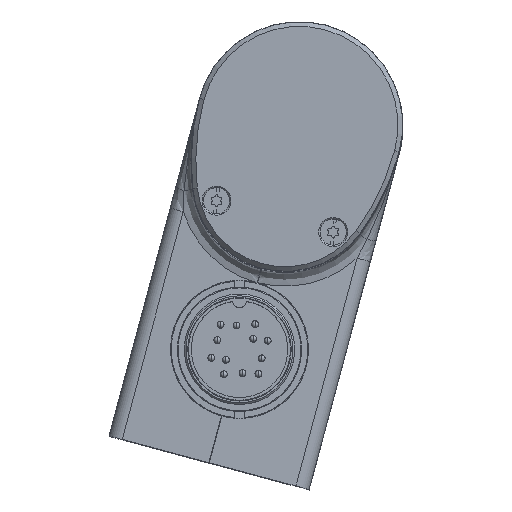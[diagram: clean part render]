
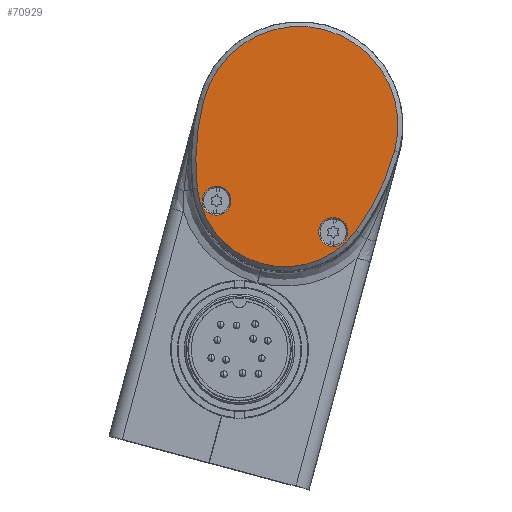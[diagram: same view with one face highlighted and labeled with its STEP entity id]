
A CAD part, top view. The second image highlights one B-rep face of the part: STEP entity #70929.
In plain terms, the highlighted planar face has unit normal (0, 0, 1).
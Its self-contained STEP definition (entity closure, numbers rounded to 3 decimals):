
#69412=CARTESIAN_POINT('',(0.,20.583,0.));
#69413=DIRECTION('',(0.,0.,1.));
#69414=DIRECTION('',(-0.362,-0.932,0.));
#69415=AXIS2_PLACEMENT_3D('',#69412,#69413,#69414);
#69420=CARTESIAN_POINT('',(-8.,0.,0.));
#69421=DIRECTION('',(0.,0.,1.));
#69422=DIRECTION('',(-0.362,0.932,0.));
#69423=AXIS2_PLACEMENT_3D('',#69420,#69421,#69422);
#69428=CARTESIAN_POINT('',(0.,-20.583,0.));
#69429=DIRECTION('',(0.,0.,1.));
#69430=DIRECTION('',(0.,1.,0.));
#69431=AXIS2_PLACEMENT_3D('',#69428,#69429,#69430);
#69436=CARTESIAN_POINT('',(0.,0.,0.));
#69437=DIRECTION('',(0.,0.,1.));
#69438=DIRECTION('',(0.,-1.,0.));
#69439=AXIS2_PLACEMENT_3D('',#69436,#69437,#69438);
#69444=CARTESIAN_POINT('',(-13.7,-8.75,0.));
#69445=DIRECTION('',(0.,0.,-1.));
#69446=DIRECTION('',(1.,0.,0.));
#69447=AXIS2_PLACEMENT_3D('',#69444,#69445,#69446);
#69452=CARTESIAN_POINT('',(-13.7,-8.75,0.));
#69453=DIRECTION('',(0.,0.,-1.));
#69454=DIRECTION('',(-1.,0.,0.));
#69455=AXIS2_PLACEMENT_3D('',#69452,#69453,#69454);
#69460=CARTESIAN_POINT('',(-13.7,8.75,0.));
#69461=DIRECTION('',(0.,0.,1.));
#69462=DIRECTION('',(1.,0.,0.));
#69463=AXIS2_PLACEMENT_3D('',#69460,#69461,#69462);
#69468=CARTESIAN_POINT('',(-13.7,8.75,0.));
#69469=DIRECTION('',(0.,0.,1.));
#69470=DIRECTION('',(-1.,0.,0.));
#69471=AXIS2_PLACEMENT_3D('',#69468,#69469,#69470);
#70738=CARTESIAN_POINT('',(-12.637,-11.931,0.));
#70739=CARTESIAN_POINT('',(0.,-14.3,0.));
#70740=VERTEX_POINT('',#70738);
#70741=VERTEX_POINT('',#70739);
#70742=CARTESIAN_POINT('',(0.,14.3,0.));
#70743=VERTEX_POINT('',#70742);
#70744=CARTESIAN_POINT('',(-12.637,11.931,0.));
#70745=VERTEX_POINT('',#70744);
#70862=CARTESIAN_POINT('',(-11.6,-8.75,0.));
#70863=CARTESIAN_POINT('',(-15.8,-8.75,0.));
#70864=VERTEX_POINT('',#70862);
#70865=VERTEX_POINT('',#70863);
#70866=CARTESIAN_POINT('',(-11.6,8.75,0.));
#70867=CARTESIAN_POINT('',(-15.8,8.75,0.));
#70868=VERTEX_POINT('',#70866);
#70869=VERTEX_POINT('',#70867);
#70902=CARTESIAN_POINT('',(0.,0.,0.));
#70903=DIRECTION('',(0.,0.,1.));
#70904=DIRECTION('',(1.,0.,0.));
#70905=AXIS2_PLACEMENT_3D('',#70902,#70903,#70904);
#70906=PLANE('',#70905);
#70908=ORIENTED_EDGE('',*,*,#70907,.F.);
#70910=ORIENTED_EDGE('',*,*,#70909,.F.);
#70912=ORIENTED_EDGE('',*,*,#70911,.F.);
#70914=ORIENTED_EDGE('',*,*,#70913,.F.);
#70915=EDGE_LOOP('',(#70908,#70910,#70912,#70914));
#70916=FACE_OUTER_BOUND('',#70915,.F.);
#70918=ORIENTED_EDGE('',*,*,#70917,.F.);
#70920=ORIENTED_EDGE('',*,*,#70919,.F.);
#70921=EDGE_LOOP('',(#70918,#70920));
#70922=FACE_BOUND('',#70921,.F.);
#70924=ORIENTED_EDGE('',*,*,#70923,.T.);
#70926=ORIENTED_EDGE('',*,*,#70925,.T.);
#70927=EDGE_LOOP('',(#70924,#70926));
#70928=FACE_BOUND('',#70927,.F.);
#70929=ADVANCED_FACE('',(#70916,#70922,#70928),#70906,.T.);
#69416=CIRCLE('',#69415,34.883);
#69424=CIRCLE('',#69423,12.8);
#69432=CIRCLE('',#69431,34.883);
#69440=CIRCLE('',#69439,14.3);
#69448=CIRCLE('',#69447,2.1);
#69456=CIRCLE('',#69455,2.1);
#69464=CIRCLE('',#69463,2.1);
#69472=CIRCLE('',#69471,2.1);
#70907=EDGE_CURVE('',#70740,#70741,#69416,.T.);
#70909=EDGE_CURVE('',#70745,#70740,#69424,.T.);
#70911=EDGE_CURVE('',#70743,#70745,#69432,.T.);
#70913=EDGE_CURVE('',#70741,#70743,#69440,.T.);
#70917=EDGE_CURVE('',#70864,#70865,#69448,.T.);
#70919=EDGE_CURVE('',#70865,#70864,#69456,.T.);
#70923=EDGE_CURVE('',#70868,#70869,#69464,.T.);
#70925=EDGE_CURVE('',#70869,#70868,#69472,.T.);
